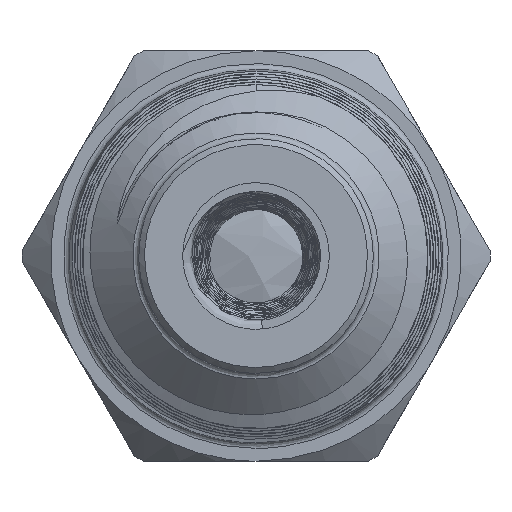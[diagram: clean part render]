
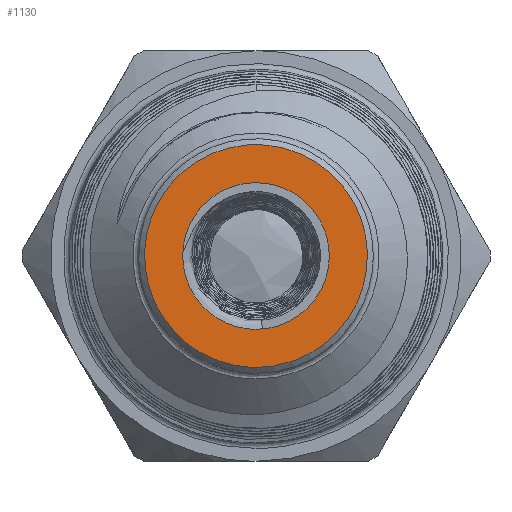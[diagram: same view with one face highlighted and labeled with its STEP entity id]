
A CAD part, front view. The second image highlights one B-rep face of the part: STEP entity #1130.
In plain terms, the highlighted free-form (B-spline) face has degree [1, 1] with [2, 2] control points.
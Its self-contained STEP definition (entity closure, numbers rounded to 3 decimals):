
#1097 = EDGE_CURVE('',#1098,#1098,#1100,.T.);
#1098 = VERTEX_POINT('',#1099);
#1099 = CARTESIAN_POINT('',(0.,0.,
    -1.874));
#1100 = ( BOUNDED_CURVE() B_SPLINE_CURVE(2,(#1101,#1102,#1103,#1104,
#1105,#1106,#1107),.UNSPECIFIED.,.T.,.F.) B_SPLINE_CURVE_WITH_KNOTS((1,2
    ,2,2,2,1),(-2.094,0.,2.094,4.189,
6.283,8.378),.UNSPECIFIED.) CURVE() 
GEOMETRIC_REPRESENTATION_ITEM() RATIONAL_B_SPLINE_CURVE((1.,0.5,1.,0.5,
1.,0.5,1.)) REPRESENTATION_ITEM('') );
#1101 = CARTESIAN_POINT('',(0.,0.,
    -1.874));
#1102 = CARTESIAN_POINT('',(3.246,0.,
    -1.874));
#1103 = CARTESIAN_POINT('',(1.623,0.,
    0.937));
#1104 = CARTESIAN_POINT('',(0.,0.,
    3.749));
#1105 = CARTESIAN_POINT('',(-1.623,0.,
    0.937));
#1106 = CARTESIAN_POINT('',(-3.246,0.,
    -1.874));
#1107 = CARTESIAN_POINT('',(0.,0.,
    -1.874));
#1130 = ADVANCED_FACE('',(#1131,#1145),#1148,.T.);
#1131 = FACE_BOUND('',#1132,.T.);
#1132 = EDGE_LOOP('',(#1133));
#1133 = ORIENTED_EDGE('',*,*,#1134,.T.);
#1134 = EDGE_CURVE('',#1135,#1135,#1137,.T.);
#1135 = VERTEX_POINT('',#1136);
#1136 = CARTESIAN_POINT('',(0.,0.,
    -2.849));
#1137 = ( BOUNDED_CURVE() B_SPLINE_CURVE(2,(#1138,#1139,#1140,#1141,
#1142,#1143,#1144),.UNSPECIFIED.,.T.,.F.) B_SPLINE_CURVE_WITH_KNOTS((1,2
    ,2,2,2,1),(-2.094,0.,2.094,4.189,
6.283,8.378),.UNSPECIFIED.) CURVE() 
GEOMETRIC_REPRESENTATION_ITEM() RATIONAL_B_SPLINE_CURVE((1.,0.5,1.,0.5,
1.,0.5,1.)) REPRESENTATION_ITEM('') );
#1138 = CARTESIAN_POINT('',(0.,0.,
    -2.849));
#1139 = CARTESIAN_POINT('',(4.935,0.,
    -2.849));
#1140 = CARTESIAN_POINT('',(2.467,0.,
    1.424));
#1141 = CARTESIAN_POINT('',(0.,0.,
    5.698));
#1142 = CARTESIAN_POINT('',(-2.467,0.,
    1.424));
#1143 = CARTESIAN_POINT('',(-4.935,0.,
    -2.849));
#1144 = CARTESIAN_POINT('',(0.,0.,
    -2.849));
#1145 = FACE_BOUND('',#1146,.T.);
#1146 = EDGE_LOOP('',(#1147));
#1147 = ORIENTED_EDGE('',*,*,#1097,.F.);
#1148 = B_SPLINE_SURFACE_WITH_KNOTS('',1,1,(
    (#1149,#1150)
    ,(#1151,#1152
    )),.UNSPECIFIED.,.F.,.F.,.F.,(2,2),(2,2),(-1.9,1.9),(-3.9,-0.1),
  .PIECEWISE_BEZIER_KNOTS.);
#1149 = CARTESIAN_POINT('',(-2.849,0.,
    2.849));
#1150 = CARTESIAN_POINT('',(2.849,0.,
    2.849));
#1151 = CARTESIAN_POINT('',(-2.849,0.,
    -2.849));
#1152 = CARTESIAN_POINT('',(2.849,0.,
    -2.849));
